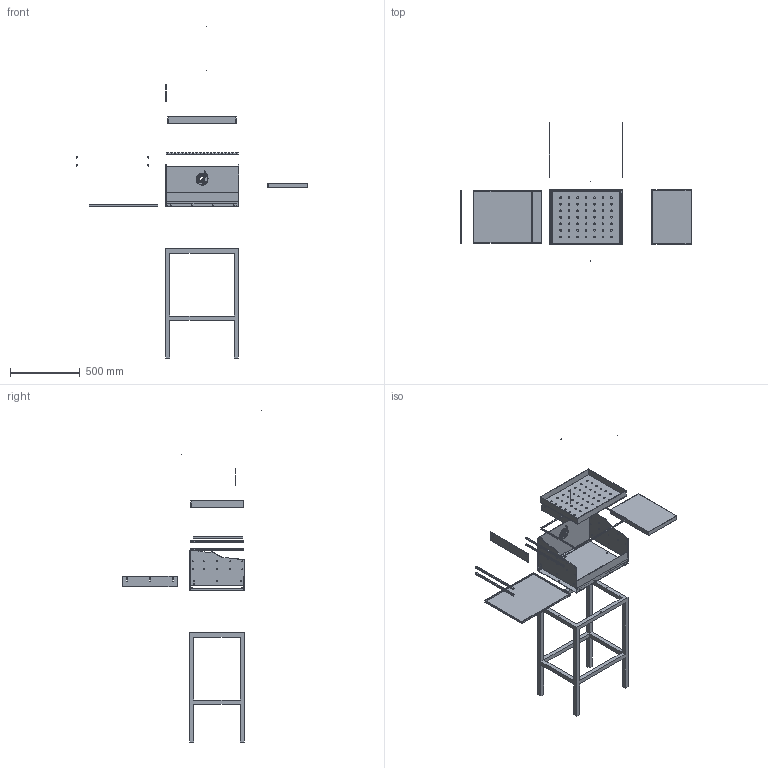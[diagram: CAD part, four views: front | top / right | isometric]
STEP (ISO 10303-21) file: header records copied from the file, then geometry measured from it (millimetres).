
FILE_DESCRIPTION(('HOOPS Exchange Step'),'2;1');
FILE_NAME('temp_export','2023-01-26T15:51:34+01:00',('mobile'),('Shapr3D Limited'),'HOOPS Exchange 2022.1','Shapr3D','Authorized');
FILE_SCHEMA( ('AUTOMOTIVE_DESIGN { 1 0 10303 214 1 1 1 1 }') );
Length unit declared in the file: millimetre
Products named in the file (1): root
Bounding box: 1651 x 993.01 x 2372.09 mm (x, y, z)
Volume: 9628141.5 mm3; surface area: 3484205.3 mm2
Topology: 20 solids, 20 shells, 1204 faces, 3580 edges, 2390 vertices
Faces by surface type: plane 625, bspline 315, cylinder 264
Full cylindrical faces by diameter (mm): 1.489 x1, 7 x38, 9 x6, 12 x49, 15.078 x2
Entity records: 48468 total; most frequent: CARTESIAN_POINT 17147, ORIENTED_EDGE 7164, DIRECTION 5327, EDGE_CURVE 3582, VERTEX_POINT 2392, VECTOR 2325, LINE 2325, AXIS2_PLACEMENT_3D 1501
